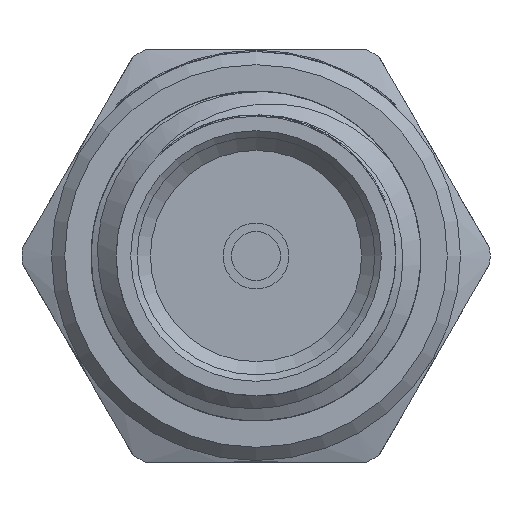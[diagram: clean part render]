
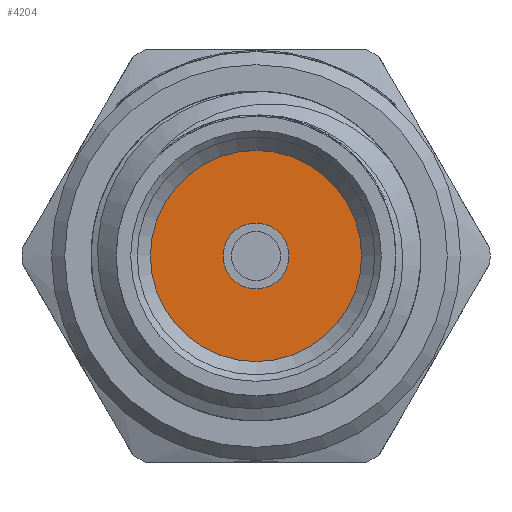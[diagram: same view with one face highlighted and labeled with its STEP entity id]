
A CAD part, left-side view. The second image highlights one B-rep face of the part: STEP entity #4204.
In plain terms, the highlighted planar face has unit normal (-1, 0, 0).
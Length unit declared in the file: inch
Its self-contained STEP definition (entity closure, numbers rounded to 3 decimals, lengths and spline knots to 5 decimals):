
#563 = CARTESIAN_POINT ( 'NONE',  ( 0.08, 0., 0. ) ) ;
#718 = AXIS2_PLACEMENT_3D ( 'NONE', #859, #3952, #4448 ) ;
#723 = CIRCLE ( 'NONE', #5593, 0.08 ) ;
#859 = CARTESIAN_POINT ( 'NONE',  ( 0.08, 0., 0. ) ) ;
#1005 = DIRECTION ( 'NONE',  ( -1., 0., 0. ) ) ;
#1651 = EDGE_LOOP ( 'NONE', ( #3133 ) ) ;
#2131 = VERTEX_POINT ( 'NONE', #3914 ) ;
#2783 = DIRECTION ( 'NONE',  ( 0., 0., 1. ) ) ;
#2841 = PLANE ( 'NONE',  #4560 ) ;
#3122 = EDGE_LOOP ( 'NONE', ( #5099 ) ) ;
#3133 = ORIENTED_EDGE ( 'NONE', *, *, #5517, .F. ) ;
#3218 = FACE_OUTER_BOUND ( 'NONE', #3122, .T. ) ;
#3707 = CARTESIAN_POINT ( 'NONE',  ( 0.08, 0., 0. ) ) ;
#3914 = CARTESIAN_POINT ( 'NONE',  ( 0.08, 0., 0.025 ) ) ;
#3952 = DIRECTION ( 'NONE',  ( -1., 0., 0. ) ) ;
#4204 = ADVANCED_FACE ( 'NONE', ( #3218, #5016 ), #2841, .T. ) ;
#4213 = DIRECTION ( 'NONE',  ( -1., 0., 0. ) ) ;
#4448 = DIRECTION ( 'NONE',  ( 0., 0., 1. ) ) ;
#4560 = AXIS2_PLACEMENT_3D ( 'NONE', #563, #1005, #2783 ) ;
#4751 = CARTESIAN_POINT ( 'NONE',  ( 0.08, 0., 0.08 ) ) ;
#5016 = FACE_BOUND ( 'NONE', #1651, .T. ) ;
#5040 = DIRECTION ( 'NONE',  ( 0., 0., 1. ) ) ;
#5099 = ORIENTED_EDGE ( 'NONE', *, *, #5774, .T. ) ;
#5517 = EDGE_CURVE ( 'NONE', #2131, #2131, #5782, .T. ) ;
#5593 = AXIS2_PLACEMENT_3D ( 'NONE', #3707, #4213, #5040 ) ;
#5694 = VERTEX_POINT ( 'NONE', #4751 ) ;
#5774 = EDGE_CURVE ( 'NONE', #5694, #5694, #723, .T. ) ;
#5782 = CIRCLE ( 'NONE', #718, 0.025 ) ;
